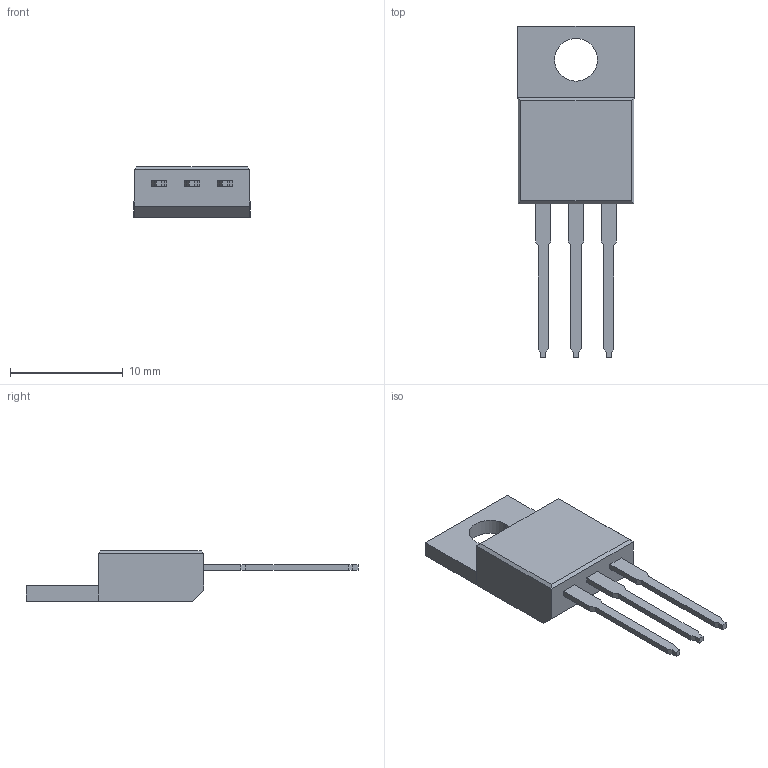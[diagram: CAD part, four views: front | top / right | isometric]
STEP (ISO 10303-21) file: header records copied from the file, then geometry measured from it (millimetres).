
FILE_DESCRIPTION (( 'STEP AP214' ), '1' );
FILE_NAME ('59B3C142-94FA-44A4-ADAA-75132583235C.STEP', '2023-01-03T20:40:09', ( '' ), ( '' ), 'SwSTEP 2.0', 'SolidWorks 2022', '' );
FILE_SCHEMA (( 'AUTOMOTIVE_DESIGN' ));
Length unit declared in the file: millimetre
Products named in the file (1): 59B3C142-94FA-44A4-ADAA-75132583235C
Bounding box: 10.32 x 29.5 x 4.5 mm (x, y, z)
Volume: 526.6 mm3; surface area: 625.2 mm2
Topology: 1 solids, 1 shells, 58 faces, 153 edges, 100 vertices
Faces by surface type: plane 56, cylinder 2
Entity records: 1912 total; most frequent: CARTESIAN_POINT 312, ORIENTED_EDGE 306, DIRECTION 275, EDGE_CURVE 153, LINE 149, VECTOR 149, VERTEX_POINT 100, EDGE_LOOP 63
